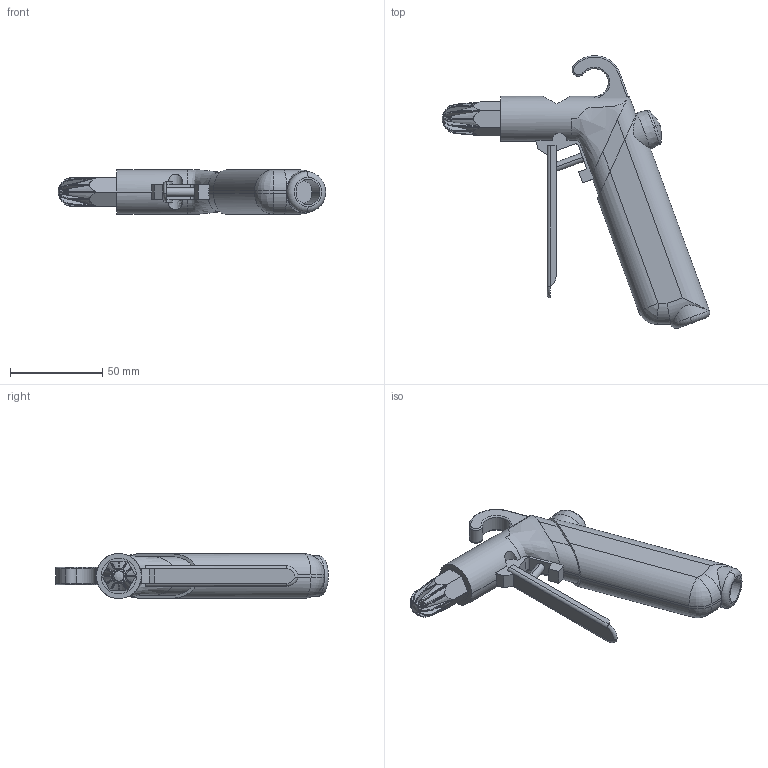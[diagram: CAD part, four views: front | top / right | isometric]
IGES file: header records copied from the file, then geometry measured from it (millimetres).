
Global section: file name: No Iges File Name specified; native system: AutoDesk Inventor R11.0; preprocessor: AutoDesk Inventor Iges Exporter R11.0; author: No Author specified; organization: No Organization specified; date: 20060717.091909; units: inch
Bounding box: 144.88 x 147.77 x 24.41 mm (x, y, z)
Volume: 124038.4 mm3; surface area: 27986 mm2
Topology: 12 solids, 12 shells, 344 faces, 868 edges, 511 vertices
Faces by surface type: plane 139, cylinder 86, torus 36, revolution 32, sphere 19, bspline 18, cone 14
